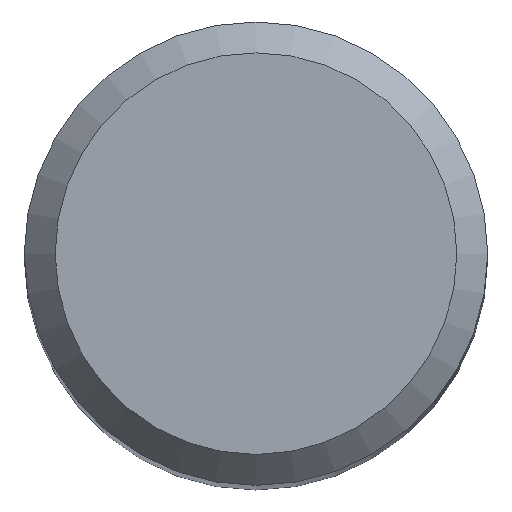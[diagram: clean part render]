
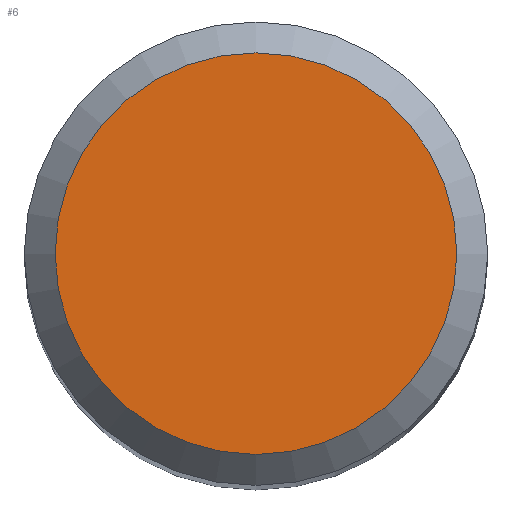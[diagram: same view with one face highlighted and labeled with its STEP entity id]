
A CAD part, top view. The second image highlights one B-rep face of the part: STEP entity #6.
In plain terms, the highlighted planar face has unit normal (0, 0, 1).
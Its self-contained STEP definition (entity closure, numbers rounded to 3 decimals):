
#5 = DIRECTION ( 'NONE',  ( 0., 1., 0. ) ) ;
#6 = ADVANCED_FACE ( 'NONE', ( #41 ), #9, .F. ) ;
#7 = DIRECTION ( 'NONE',  ( 0., 0., -1. ) ) ;
#9 = PLANE ( 'NONE',  #40 ) ;
#39 = EDGE_LOOP ( 'NONE', ( #126 ) ) ;
#40 = AXIS2_PLACEMENT_3D ( 'NONE', #60, #7, #89 ) ;
#41 = FACE_OUTER_BOUND ( 'NONE', #39, .T. ) ;
#59 = CIRCLE ( 'NONE', #127, 2.6 ) ;
#60 = CARTESIAN_POINT ( 'NONE',  ( 0., 0., 50. ) ) ;
#86 = VERTEX_POINT ( 'NONE', #147 ) ;
#87 = EDGE_CURVE ( 'NONE', #86, #86, #59, .T. ) ;
#89 = DIRECTION ( 'NONE',  ( 0., 1., 0. ) ) ;
#126 = ORIENTED_EDGE ( 'NONE', *, *, #87, .F. ) ;
#127 = AXIS2_PLACEMENT_3D ( 'NONE', #209, #154, #5 ) ;
#147 = CARTESIAN_POINT ( 'NONE',  ( 0., 2.6, 50. ) ) ;
#154 = DIRECTION ( 'NONE',  ( 0., 0., -1. ) ) ;
#209 = CARTESIAN_POINT ( 'NONE',  ( 0., 0., 50. ) ) ;
